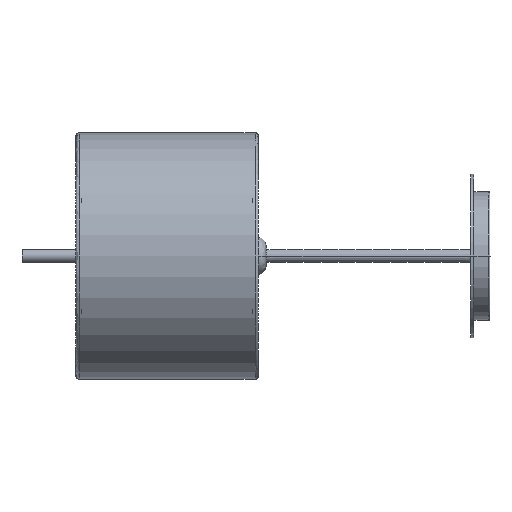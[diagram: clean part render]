
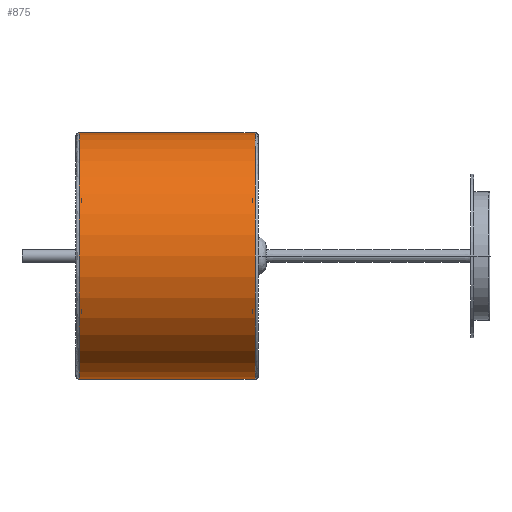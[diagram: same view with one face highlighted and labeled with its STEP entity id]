
A CAD part, left-side view. The second image highlights one B-rep face of the part: STEP entity #875.
In plain terms, the highlighted cylindrical face has radius 115 mm (diameter 230 mm), a partial arc.
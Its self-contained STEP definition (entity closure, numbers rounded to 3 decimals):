
#126 = CARTESIAN_POINT ( 'NONE',  ( 0., 219., 0. ) ) ;
#150 = VERTEX_POINT ( 'NONE', #561 ) ;
#439 = CARTESIAN_POINT ( 'NONE',  ( 0., 219., -115. ) ) ;
#484 = LINE ( 'NONE', #1649, #1958 ) ;
#498 = VECTOR ( 'NONE', #1582, 1000. ) ;
#561 = CARTESIAN_POINT ( 'NONE',  ( 0., 383., 115. ) ) ;
#565 = CARTESIAN_POINT ( 'NONE',  ( 0., 10.5, 0. ) ) ;
#589 = CYLINDRICAL_SURFACE ( 'NONE', #2497, 115. ) ;
#590 = EDGE_CURVE ( 'NONE', #2488, #2360, #1625, .T. ) ;
#598 = CARTESIAN_POINT ( 'NONE',  ( 0., 219., 115. ) ) ;
#603 = EDGE_CURVE ( 'NONE', #2360, #150, #484, .T. ) ;
#608 = ORIENTED_EDGE ( 'NONE', *, *, #590, .T. ) ;
#639 = DIRECTION ( 'NONE',  ( 0., -1., 0. ) ) ;
#756 = FACE_OUTER_BOUND ( 'NONE', #791, .T. ) ;
#791 = EDGE_LOOP ( 'NONE', ( #1395, #608, #1692, #2080 ) ) ;
#875 = ADVANCED_FACE ( 'NONE', ( #756 ), #589, .T. ) ;
#911 = EDGE_CURVE ( 'NONE', #150, #2425, #2126, .T. ) ;
#956 = EDGE_CURVE ( 'NONE', #2488, #2425, #2409, .T. ) ;
#1360 = DIRECTION ( 'NONE',  ( 0., 1., 0. ) ) ;
#1395 = ORIENTED_EDGE ( 'NONE', *, *, #956, .F. ) ;
#1415 = CARTESIAN_POINT ( 'NONE',  ( 0., 10.5, -115. ) ) ;
#1499 = DIRECTION ( 'NONE',  ( 0., 1., 0. ) ) ;
#1582 = DIRECTION ( 'NONE',  ( 0., 1., 0. ) ) ;
#1608 = CARTESIAN_POINT ( 'NONE',  ( 0., 383., -115. ) ) ;
#1625 = CIRCLE ( 'NONE', #2248, 115. ) ;
#1649 = CARTESIAN_POINT ( 'NONE',  ( 0., 10.5, 115. ) ) ;
#1692 = ORIENTED_EDGE ( 'NONE', *, *, #603, .T. ) ;
#1821 = CARTESIAN_POINT ( 'NONE',  ( 0., 383., 0. ) ) ;
#1883 = DIRECTION ( 'NONE',  ( 0., 1., 0. ) ) ;
#1958 = VECTOR ( 'NONE', #1499, 1000. ) ;
#1975 = DIRECTION ( 'NONE',  ( 0., 0., 1. ) ) ;
#2080 = ORIENTED_EDGE ( 'NONE', *, *, #911, .T. ) ;
#2126 = CIRCLE ( 'NONE', #2165, 115. ) ;
#2141 = DIRECTION ( 'NONE',  ( 0., 0., 1. ) ) ;
#2165 = AXIS2_PLACEMENT_3D ( 'NONE', #1821, #639, #1975 ) ;
#2248 = AXIS2_PLACEMENT_3D ( 'NONE', #126, #1883, #2450 ) ;
#2360 = VERTEX_POINT ( 'NONE', #598 ) ;
#2409 = LINE ( 'NONE', #1415, #498 ) ;
#2425 = VERTEX_POINT ( 'NONE', #1608 ) ;
#2450 = DIRECTION ( 'NONE',  ( 0., 0., 1. ) ) ;
#2488 = VERTEX_POINT ( 'NONE', #439 ) ;
#2497 = AXIS2_PLACEMENT_3D ( 'NONE', #565, #1360, #2141 ) ;
